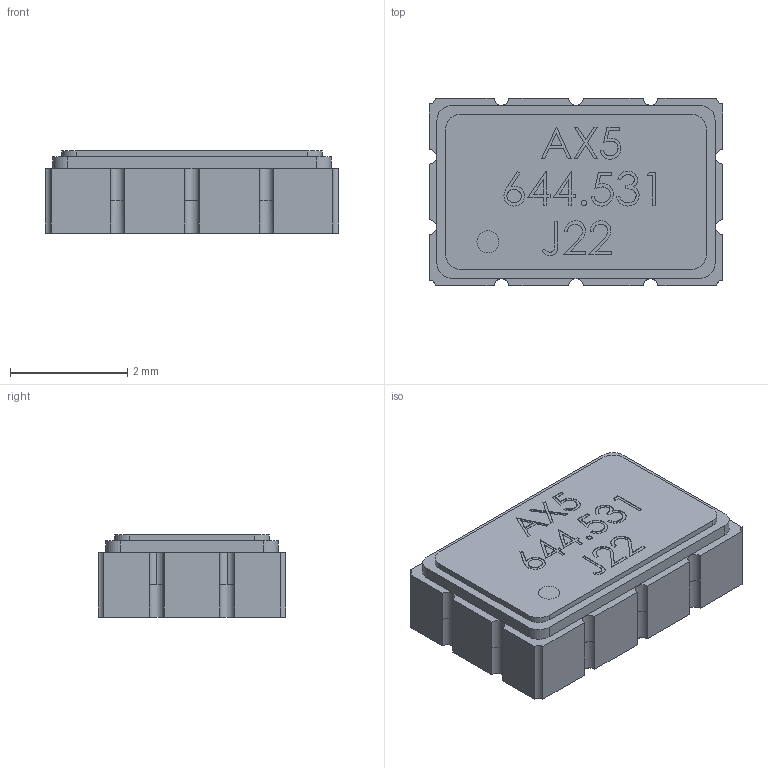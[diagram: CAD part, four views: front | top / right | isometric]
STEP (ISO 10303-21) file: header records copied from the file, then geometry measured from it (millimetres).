
FILE_DESCRIPTION (( 'STEP AP214' ), '1' );
FILE_NAME ('AX5.STEP', '2018-11-28T11:16:07', ( '' ), ( '' ), 'SwSTEP 2.0', 'SolidWorks 2017', '' );
FILE_SCHEMA (( 'AUTOMOTIVE_DESIGN' ));
Length unit declared in the file: millimetre
Products named in the file (1): AX5
Bounding box: 5 x 3.2 x 1.4 mm (x, y, z)
Volume: 21.2 mm3; surface area: 55.5 mm2
Topology: 1 solids, 1 shells, 299 faces, 813 edges, 538 vertices
Faces by surface type: plane 194, bspline 60, cylinder 45
Entity records: 15804 total; most frequent: CARTESIAN_POINT 5239, ORIENTED_EDGE 1626, DIRECTION 1275, EDGE_CURVE 813, VECTOR 591, LINE 591, VERTEX_POINT 538, AXIS2_PLACEMENT_3D 342
